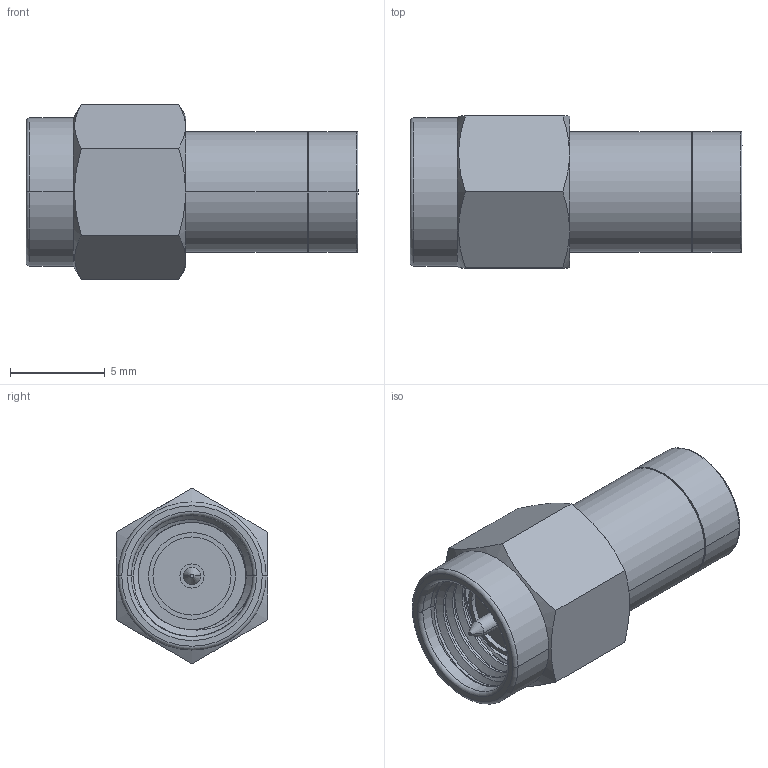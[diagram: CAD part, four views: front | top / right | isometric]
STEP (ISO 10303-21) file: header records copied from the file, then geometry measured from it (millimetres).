
FILE_DESCRIPTION (( 'STEP AP214' ), '1' );
FILE_NAME ('FMAD10004_3D.step', '2024-05-23T14:57:37', ( '' ), ( '' ), 'SwSTEP 2.0', 'SolidWorks 2022', '' );
FILE_SCHEMA (( 'AUTOMOTIVE_DESIGN' ));
Length unit declared in the file: millimetre
Products named in the file (1): FMAD10004_3D
Bounding box: 17.48 x 8 x 9.24 mm (x, y, z)
Volume: 562.2 mm3; surface area: 792.7 mm2
Topology: 2 solids, 2 shells, 119 faces, 285 edges, 181 vertices
Faces by surface type: cylinder 46, plane 39, cone 26, torus 6, bspline 2
Entity records: 5008 total; most frequent: CARTESIAN_POINT 1878, DIRECTION 572, ORIENTED_EDGE 566, EDGE_CURVE 283, AXIS2_PLACEMENT_3D 236, VERTEX_POINT 181, EDGE_LOOP 134, ADVANCED_FACE 119
